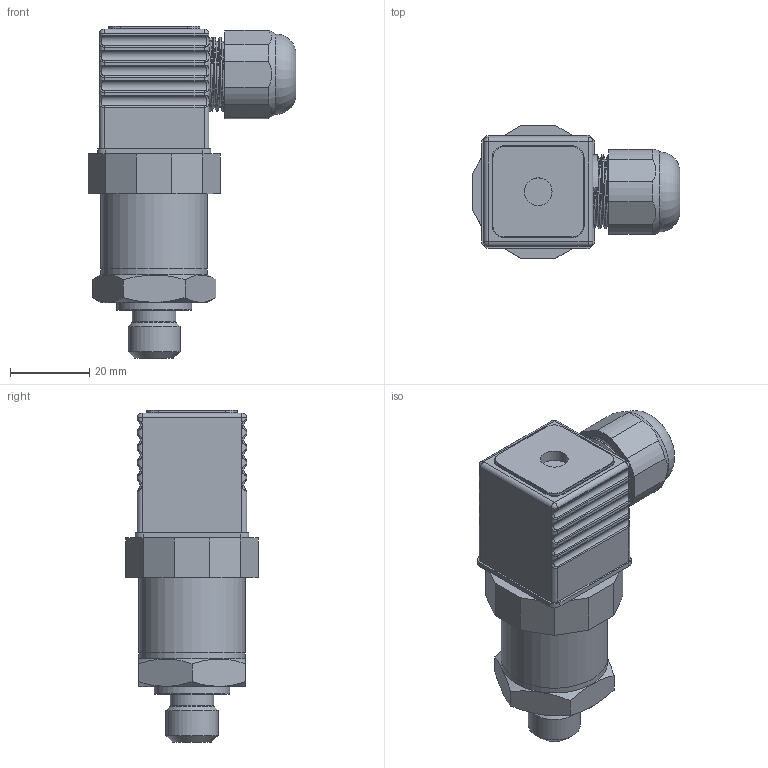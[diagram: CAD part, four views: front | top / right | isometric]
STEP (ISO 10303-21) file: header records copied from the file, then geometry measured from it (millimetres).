
FILE_DESCRIPTION(('STEP AP214'), '1');
FILE_NAME('(1200)ﾊﾓﾂﾔ.301619.320.1200-ﾕﾑﾁ', '', ('UNSPECIFIED'), ('UNSPECIFIED'), 'ASCON STEP Converter 1.6', 'ASCON Math Kernel', '');
FILE_SCHEMA(('AUTOMOTIVE_DESIGN { 1 0 10303 214 3 1 1}'));
Length unit declared in the file: millimetre
Products named in the file (11): ﾊﾓﾂﾔ.406233.101-ﾕ-0141Exi; 弝謹.715141.430.2085; ÊÓÂÔ.301152.320.1175ÑÁ (Âèëêà ñ ðàçúåìîì); DAT26X03; 弝謹.741582.430.2021; 暑朦鲱 箫腩蝽栩咫铄; ÊÓÔÂ.754521.420.826 (Êðûøêà ðåçüáîâàÿ); 弝謹.713541.430.2174
Assembly tree (11 placements, depth 3):
  ﾊﾓﾂﾔ.406233.101-ﾕ-0141Exi
    弝謹.715141.430.2085
    (unnamed)
      ÊÓÂÔ.301152.320.1175ÑÁ (Âèëêà ñ ðàçúåìîì)
      DAT26X03
      弝謹.741582.430.2021  x2
      暑朦鲱 箫腩蝽栩咫铄
    ÊÓÔÂ.754521.420.826 (Êðûøêà ðåçüáîâàÿ)
    (unnamed)
    (unnamed)
    弝謹.713541.430.2174
Bounding box: 52.5 x 33.4 x 83.8 mm (x, y, z)
Volume: 47469.6 mm3; surface area: 22892.4 mm2
Topology: 10 solids, 10 shells, 359 faces, 828 edges, 506 vertices
Faces by surface type: plane 146, cylinder 125, bspline 40, torus 30, cone 14, sphere 4
Full cylindrical faces by diameter (mm): 2.5 x1, 3 x1, 4 x1, 5.2 x1, 7 x1, 7.2 x1, 7.8 x1, 11 x1, 13.158 x1, 15.9 x1, 18.6 x1, 19 x3, 19.3 x1, 19.8 x1, 21 x1, 21.8 x3, 22 x1, 22.9 x1, 24.5 x1, 25 x2, 25.376 x1, 25.38 x1, 26.9 x2
Entity records: 18649 total; most frequent: CARTESIAN_POINT 8244, DIRECTION 1426, ORIENTED_EDGE 1404, EDGE_CURVE 702, AXIS2_PLACEMENT_3D 544, VERTEX_POINT 462, EDGE_LOOP 418, COLOUR_RGB 345
